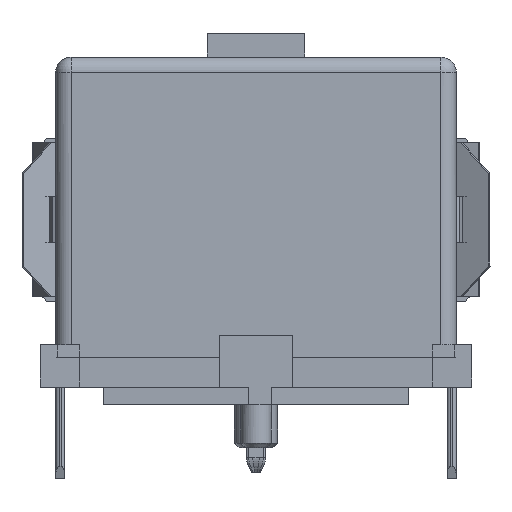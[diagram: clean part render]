
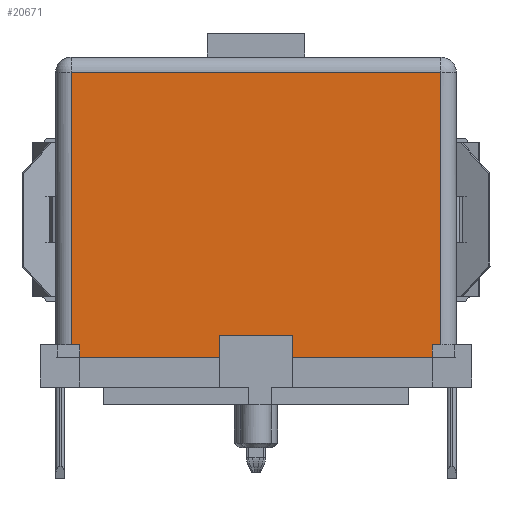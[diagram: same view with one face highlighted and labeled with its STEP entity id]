
A CAD part, front view. The second image highlights one B-rep face of the part: STEP entity #20671.
In plain terms, the highlighted planar face has unit normal (0, -1, 0).
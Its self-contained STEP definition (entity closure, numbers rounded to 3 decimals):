
#7878=AXIS2_PLACEMENT_3D('Plane Axis2P3D',#7875,#7876,#7877) ;
#7875=CARTESIAN_POINT('Axis2P3D Location',(3.785,1.,27.265)) ;
#18011=CARTESIAN_POINT('Vertex',(1.595,1.,13.18)) ;
#18531=CARTESIAN_POINT('Line Origine',(1.595,1.,64.898)) ;
#18535=CARTESIAN_POINT('Vertex',(1.595,1.,4.35)) ;
#18563=CARTESIAN_POINT('Line Origine',(7.595,1.,13.18)) ;
#18567=CARTESIAN_POINT('Vertex',(13.595,1.,13.18)) ;
#19081=CARTESIAN_POINT('Vertex',(13.316,1.,3.93)) ;
#19085=CARTESIAN_POINT('Control Point',(8.77,1.,3.93)) ;
#19086=CARTESIAN_POINT('Control Point',(9.679,1.,3.93)) ;
#19087=CARTESIAN_POINT('Control Point',(10.588,1.,3.93)) ;
#19088=CARTESIAN_POINT('Control Point',(11.498,1.,3.93)) ;
#19089=CARTESIAN_POINT('Control Point',(12.407,1.,3.93)) ;
#19090=CARTESIAN_POINT('Control Point',(13.316,1.,3.93)) ;
#19091=CARTESIAN_POINT('Vertex',(8.77,1.,3.93)) ;
#19095=CARTESIAN_POINT('Control Point',(8.095,1.,3.93)) ;
#19096=CARTESIAN_POINT('Control Point',(8.23,1.,3.93)) ;
#19097=CARTESIAN_POINT('Control Point',(8.365,1.,3.93)) ;
#19098=CARTESIAN_POINT('Control Point',(8.5,1.,3.93)) ;
#19099=CARTESIAN_POINT('Control Point',(8.635,1.,3.93)) ;
#19100=CARTESIAN_POINT('Control Point',(8.77,1.,3.93)) ;
#19101=CARTESIAN_POINT('Vertex',(8.095,1.,3.93)) ;
#19105=CARTESIAN_POINT('Control Point',(7.355,1.,3.93)) ;
#19106=CARTESIAN_POINT('Control Point',(7.54,1.,3.93)) ;
#19107=CARTESIAN_POINT('Control Point',(7.725,1.,3.93)) ;
#19108=CARTESIAN_POINT('Control Point',(7.91,1.,3.93)) ;
#19109=CARTESIAN_POINT('Control Point',(8.095,1.,3.93)) ;
#19110=CARTESIAN_POINT('Vertex',(7.355,1.,3.93)) ;
#19114=CARTESIAN_POINT('Control Point',(6.42,1.,3.93)) ;
#19115=CARTESIAN_POINT('Control Point',(6.607,1.,3.93)) ;
#19116=CARTESIAN_POINT('Control Point',(6.794,1.,3.93)) ;
#19117=CARTESIAN_POINT('Control Point',(6.981,1.,3.93)) ;
#19118=CARTESIAN_POINT('Control Point',(7.168,1.,3.93)) ;
#19119=CARTESIAN_POINT('Control Point',(7.355,1.,3.93)) ;
#19120=CARTESIAN_POINT('Vertex',(6.42,1.,3.93)) ;
#19124=CARTESIAN_POINT('Control Point',(1.873,1.,3.93)) ;
#19125=CARTESIAN_POINT('Control Point',(2.783,1.,3.93)) ;
#19126=CARTESIAN_POINT('Control Point',(3.692,1.,3.93)) ;
#19127=CARTESIAN_POINT('Control Point',(4.601,1.,3.93)) ;
#19128=CARTESIAN_POINT('Control Point',(5.51,1.,3.93)) ;
#19129=CARTESIAN_POINT('Control Point',(6.42,1.,3.93)) ;
#19130=CARTESIAN_POINT('Vertex',(1.873,1.,3.93)) ;
#20626=CARTESIAN_POINT('Line Origine',(13.316,1.,4.14)) ;
#20630=CARTESIAN_POINT('Vertex',(13.316,1.,4.35)) ;
#20633=CARTESIAN_POINT('Line Origine',(13.455,1.,4.35)) ;
#20637=CARTESIAN_POINT('Vertex',(13.595,1.,4.35)) ;
#20640=CARTESIAN_POINT('Line Origine',(13.595,1.,8.765)) ;
#20645=CARTESIAN_POINT('Line Origine',(1.734,1.,4.35)) ;
#20649=CARTESIAN_POINT('Vertex',(1.873,1.,4.35)) ;
#20652=CARTESIAN_POINT('Line Origine',(1.873,1.,4.14)) ;
#7876=DIRECTION('Axis2P3D Direction',(0.,-1.,0.)) ;
#7877=DIRECTION('Axis2P3D XDirection',(1.,0.,0.)) ;
#18532=DIRECTION('Vector Direction',(0.,0.,1.)) ;
#18564=DIRECTION('Vector Direction',(1.,0.,0.)) ;
#20627=DIRECTION('Vector Direction',(0.,0.,-1.)) ;
#20634=DIRECTION('Vector Direction',(1.,0.,0.)) ;
#20641=DIRECTION('Vector Direction',(0.,0.,1.)) ;
#20646=DIRECTION('Vector Direction',(1.,0.,0.)) ;
#20653=DIRECTION('Vector Direction',(0.,0.,1.)) ;
#18533=VECTOR('Line Direction',#18532,1.) ;
#18565=VECTOR('Line Direction',#18564,1.) ;
#20628=VECTOR('Line Direction',#20627,1.) ;
#20635=VECTOR('Line Direction',#20634,1.) ;
#20642=VECTOR('Line Direction',#20641,1.) ;
#20647=VECTOR('Line Direction',#20646,1.) ;
#20654=VECTOR('Line Direction',#20653,1.) ;
#20658=ORIENTED_EDGE('',*,*,#19103,.F.) ;
#20659=ORIENTED_EDGE('',*,*,#19093,.F.) ;
#20660=ORIENTED_EDGE('',*,*,#20632,.F.) ;
#20661=ORIENTED_EDGE('',*,*,#20639,.T.) ;
#20662=ORIENTED_EDGE('',*,*,#20644,.T.) ;
#20663=ORIENTED_EDGE('',*,*,#18569,.F.) ;
#20664=ORIENTED_EDGE('',*,*,#18537,.F.) ;
#20665=ORIENTED_EDGE('',*,*,#20651,.T.) ;
#20666=ORIENTED_EDGE('',*,*,#20656,.F.) ;
#20667=ORIENTED_EDGE('',*,*,#19132,.F.) ;
#20668=ORIENTED_EDGE('',*,*,#19122,.F.) ;
#20669=ORIENTED_EDGE('',*,*,#19112,.F.) ;
#20671=ADVANCED_FACE('Hauptkoerper',(#20670),#7879,.T.) ;
#19084=B_SPLINE_CURVE_WITH_KNOTS('',5,(#19085,#19086,#19087,#19088,#19089,#19090),.UNSPECIFIED.,.F.,.U.,(6,6),(0.,4.546),.UNSPECIFIED.) ;
#19094=B_SPLINE_CURVE_WITH_KNOTS('',5,(#19095,#19096,#19097,#19098,#19099,#19100),.UNSPECIFIED.,.F.,.U.,(6,6),(0.,0.675),.UNSPECIFIED.) ;
#19104=B_SPLINE_CURVE_WITH_KNOTS('',4,(#19105,#19106,#19107,#19108,#19109),.UNSPECIFIED.,.F.,.U.,(5,5),(0.,0.74),.UNSPECIFIED.) ;
#19113=B_SPLINE_CURVE_WITH_KNOTS('',5,(#19114,#19115,#19116,#19117,#19118,#19119),.UNSPECIFIED.,.F.,.U.,(6,6),(0.,0.935),.UNSPECIFIED.) ;
#19123=B_SPLINE_CURVE_WITH_KNOTS('',5,(#19124,#19125,#19126,#19127,#19128,#19129),.UNSPECIFIED.,.F.,.U.,(6,6),(0.,4.546),.UNSPECIFIED.) ;
#18537=EDGE_CURVE('',#18536,#18012,#18534,.T.) ;
#18569=EDGE_CURVE('',#18012,#18568,#18566,.T.) ;
#19093=EDGE_CURVE('',#19082,#19092,#19084,.F.) ;
#19103=EDGE_CURVE('',#19092,#19102,#19094,.F.) ;
#19112=EDGE_CURVE('',#19102,#19111,#19104,.F.) ;
#19122=EDGE_CURVE('',#19111,#19121,#19113,.F.) ;
#19132=EDGE_CURVE('',#19121,#19131,#19123,.F.) ;
#20632=EDGE_CURVE('',#20631,#19082,#20629,.T.) ;
#20639=EDGE_CURVE('',#20631,#20638,#20636,.T.) ;
#20644=EDGE_CURVE('',#20638,#18568,#20643,.T.) ;
#20651=EDGE_CURVE('',#18536,#20650,#20648,.T.) ;
#20656=EDGE_CURVE('',#19131,#20650,#20655,.T.) ;
#20657=EDGE_LOOP('',(#20658,#20659,#20660,#20661,#20662,#20663,#20664,#20665,#20666,#20667,#20668,#20669)) ;
#20670=FACE_OUTER_BOUND('',#20657,.T.) ;
#18534=LINE('Line',#18531,#18533) ;
#18566=LINE('Line',#18563,#18565) ;
#20629=LINE('Line',#20626,#20628) ;
#20636=LINE('Line',#20633,#20635) ;
#20643=LINE('Line',#20640,#20642) ;
#20648=LINE('Line',#20645,#20647) ;
#20655=LINE('Line',#20652,#20654) ;
#7879=PLANE('',#7878) ;
#18012=VERTEX_POINT('',#18011) ;
#18536=VERTEX_POINT('',#18535) ;
#18568=VERTEX_POINT('',#18567) ;
#19082=VERTEX_POINT('',#19081) ;
#19092=VERTEX_POINT('',#19091) ;
#19102=VERTEX_POINT('',#19101) ;
#19111=VERTEX_POINT('',#19110) ;
#19121=VERTEX_POINT('',#19120) ;
#19131=VERTEX_POINT('',#19130) ;
#20631=VERTEX_POINT('',#20630) ;
#20638=VERTEX_POINT('',#20637) ;
#20650=VERTEX_POINT('',#20649) ;
